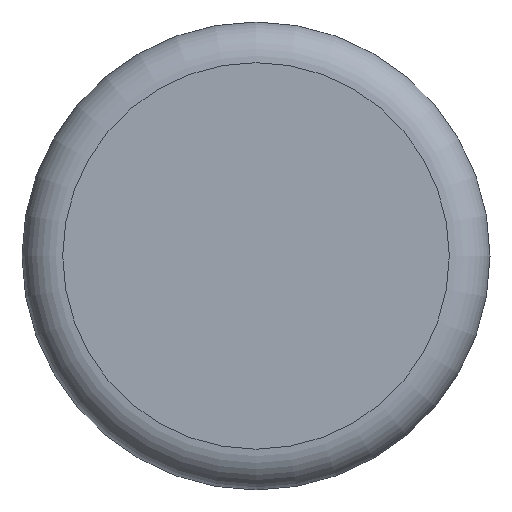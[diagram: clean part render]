
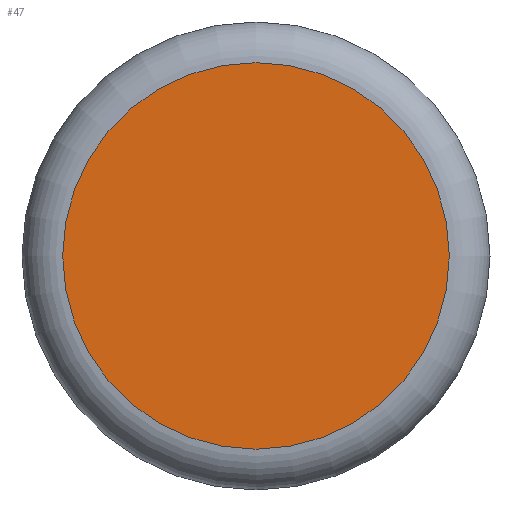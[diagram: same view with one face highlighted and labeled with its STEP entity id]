
A CAD part, top view. The second image highlights one B-rep face of the part: STEP entity #47.
In plain terms, the highlighted planar face has unit normal (0, 0, 1).
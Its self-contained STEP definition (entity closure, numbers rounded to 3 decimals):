
#47 = ADVANCED_FACE( '', ( #102 ), #103, .F. );
#102 = FACE_OUTER_BOUND( '', #202, .T. );
#103 = PLANE( '', #203 );
#202 = EDGE_LOOP( '', ( #301 ) );
#203 = AXIS2_PLACEMENT_3D( '', #302, #303, #304 );
#301 = ORIENTED_EDGE( '', *, *, #373, .T. );
#302 = CARTESIAN_POINT( '', ( 11.5, 0., 55. ) );
#303 = DIRECTION( '', ( 0., 0., -1. ) );
#304 = DIRECTION( '', ( -1., 0., 0. ) );
#373 = EDGE_CURVE( '', #409, #409, #410, .F. );
#409 = VERTEX_POINT( '', #452 );
#410 = CIRCLE( '', #453, 9.493 );
#452 = CARTESIAN_POINT( '', ( -9.493, 0., 55. ) );
#453 = AXIS2_PLACEMENT_3D( '', #497, #498, #499 );
#497 = CARTESIAN_POINT( '', ( 0., 0., 55. ) );
#498 = DIRECTION( '', ( 0., 0., -1. ) );
#499 = DIRECTION( '', ( -1., 0., 0. ) );
